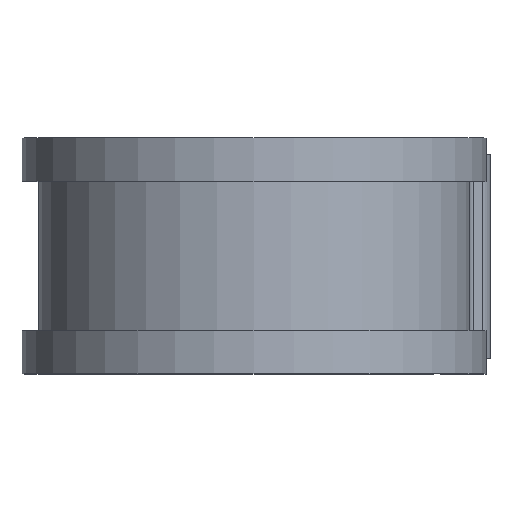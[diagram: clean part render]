
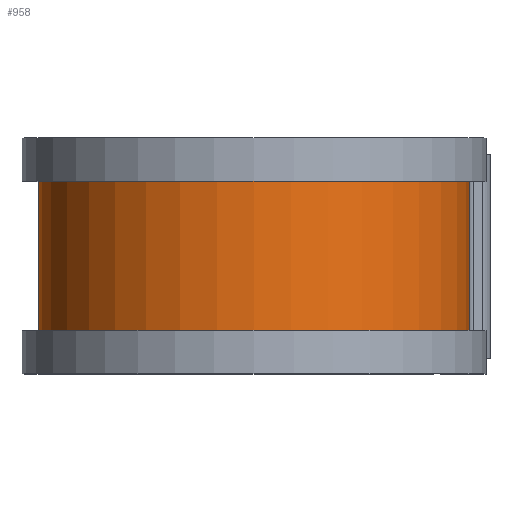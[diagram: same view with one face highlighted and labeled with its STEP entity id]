
A CAD part, top view. The second image highlights one B-rep face of the part: STEP entity #958.
In plain terms, the highlighted cylindrical face has radius 20.206 mm (diameter 40.411 mm), a partial arc.
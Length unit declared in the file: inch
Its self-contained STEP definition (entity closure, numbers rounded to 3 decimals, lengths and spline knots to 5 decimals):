
#69 = CARTESIAN_POINT ( 'NONE',  ( 0.7955, 0.275, 0. ) ) ;
#88 = EDGE_LOOP ( 'NONE', ( #1182, #777, #459, #568 ) ) ;
#230 = VECTOR ( 'NONE', #1588, 39.37008 ) ;
#266 = LINE ( 'NONE', #683, #230 ) ;
#270 = EDGE_CURVE ( 'NONE', #1626, #1726, #284, .T. ) ;
#284 = LINE ( 'NONE', #433, #337 ) ;
#337 = VECTOR ( 'NONE', #401, 39.37008 ) ;
#401 = DIRECTION ( 'NONE',  ( 0., -1., 0. ) ) ;
#433 = CARTESIAN_POINT ( 'NONE',  ( 0.7955, 0.375, 0. ) ) ;
#459 = ORIENTED_EDGE ( 'NONE', *, *, #1679, .T. ) ;
#568 = ORIENTED_EDGE ( 'NONE', *, *, #1327, .F. ) ;
#611 = DIRECTION ( 'NONE',  ( 0., -1., 0. ) ) ;
#645 = CARTESIAN_POINT ( 'NONE',  ( 0., -0.275, -0.7955 ) ) ;
#683 = CARTESIAN_POINT ( 'NONE',  ( 0., 0.375, -0.7955 ) ) ;
#702 = EDGE_CURVE ( 'NONE', #1626, #856, #838, .T. ) ;
#777 = ORIENTED_EDGE ( 'NONE', *, *, #702, .T. ) ;
#826 = DIRECTION ( 'NONE',  ( 0., -1., 0. ) ) ;
#838 = CIRCLE ( 'NONE', #1194, 0.7955 ) ;
#856 = VERTEX_POINT ( 'NONE', #1127 ) ;
#958 = ADVANCED_FACE ( 'NONE', ( #1533 ), #1380, .T. ) ;
#1071 = CIRCLE ( 'NONE', #1185, 0.7955 ) ;
#1127 = CARTESIAN_POINT ( 'NONE',  ( 0., 0.275, -0.7955 ) ) ;
#1155 = DIRECTION ( 'NONE',  ( 0., 0., -1. ) ) ;
#1182 = ORIENTED_EDGE ( 'NONE', *, *, #270, .F. ) ;
#1185 = AXIS2_PLACEMENT_3D ( 'NONE', #1576, #826, #1697 ) ;
#1194 = AXIS2_PLACEMENT_3D ( 'NONE', #1487, #1500, #1504 ) ;
#1250 = AXIS2_PLACEMENT_3D ( 'NONE', #1387, #611, #1155 ) ;
#1327 = EDGE_CURVE ( 'NONE', #1726, #1477, #1071, .T. ) ;
#1367 = CARTESIAN_POINT ( 'NONE',  ( 0.7955, -0.275, 0. ) ) ;
#1380 = CYLINDRICAL_SURFACE ( 'NONE', #1250, 0.7955 ) ;
#1387 = CARTESIAN_POINT ( 'NONE',  ( 0., 0.375, 0. ) ) ;
#1477 = VERTEX_POINT ( 'NONE', #645 ) ;
#1487 = CARTESIAN_POINT ( 'NONE',  ( 0., 0.275, 0. ) ) ;
#1500 = DIRECTION ( 'NONE',  ( 0., -1., 0. ) ) ;
#1504 = DIRECTION ( 'NONE',  ( 0., 0., -1. ) ) ;
#1533 = FACE_OUTER_BOUND ( 'NONE', #88, .T. ) ;
#1576 = CARTESIAN_POINT ( 'NONE',  ( 0., -0.275, 0. ) ) ;
#1588 = DIRECTION ( 'NONE',  ( 0., -1., 0. ) ) ;
#1626 = VERTEX_POINT ( 'NONE', #69 ) ;
#1679 = EDGE_CURVE ( 'NONE', #856, #1477, #266, .T. ) ;
#1697 = DIRECTION ( 'NONE',  ( 0., 0., -1. ) ) ;
#1726 = VERTEX_POINT ( 'NONE', #1367 ) ;
